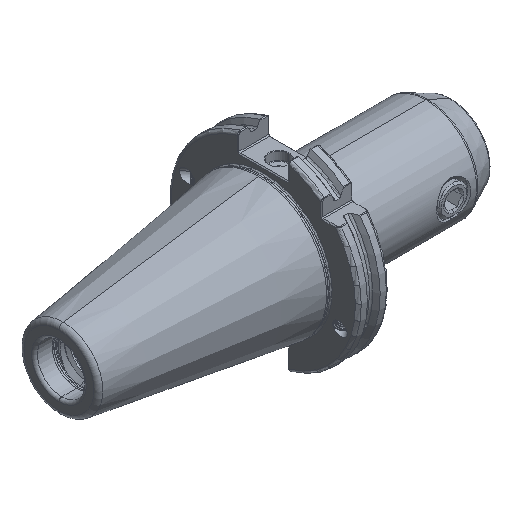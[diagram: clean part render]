
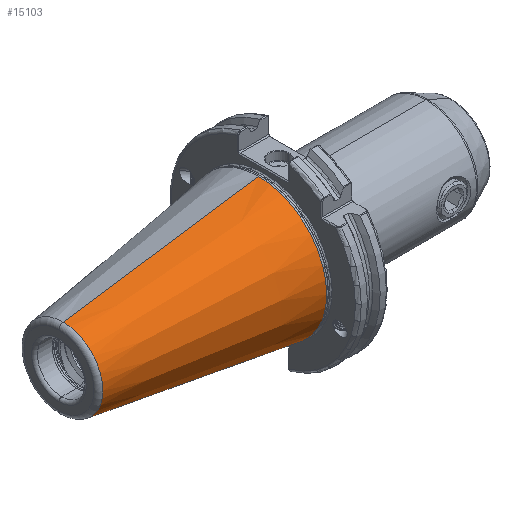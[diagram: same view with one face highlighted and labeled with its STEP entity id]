
A CAD part, isometric view. The second image highlights one B-rep face of the part: STEP entity #15103.
In plain terms, the highlighted conical face has half-angle 8.297 degrees and reference radius 35.392 mm.
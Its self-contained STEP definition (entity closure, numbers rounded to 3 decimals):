
#1251 = FACE_OUTER_BOUND ( 'NONE', #4635, .T. ) ;
#1272 = CONICAL_SURFACE ( 'NONE', #16663, 35.392, 0.145 ) ;
#3195 = EDGE_CURVE ( 'NONE', #7740, #7785, #21011, .T. ) ;
#3211 = EDGE_CURVE ( 'NONE', #7785, #7796, #21002, .T. ) ;
#3231 = EDGE_CURVE ( 'NONE', #7748, #7766, #21220, .T. ) ;
#3485 = AXIS2_PLACEMENT_3D ( 'NONE', #25164, #25161, #25165 ) ;
#3632 = CIRCLE ( 'NONE', #14448, 20.399 ) ;
#3655 = CIRCLE ( 'NONE', #14433, 35.027 ) ;
#4635 = EDGE_LOOP ( 'NONE', ( #4848, #4820, #4855, #4790, #4839 ) ) ;
#4790 = ORIENTED_EDGE ( 'NONE', *, *, #12853, .F. ) ;
#4820 = ORIENTED_EDGE ( 'NONE', *, *, #12822, .T. ) ;
#4839 = ORIENTED_EDGE ( 'NONE', *, *, #3211, .F. ) ;
#4848 = ORIENTED_EDGE ( 'NONE', *, *, #3195, .F. ) ;
#4855 = ORIENTED_EDGE ( 'NONE', *, *, #3231, .T. ) ;
#7740 = VERTEX_POINT ( 'NONE', #8884 ) ;
#7748 = VERTEX_POINT ( 'NONE', #8962 ) ;
#7766 = VERTEX_POINT ( 'NONE', #8910 ) ;
#7785 = VERTEX_POINT ( 'NONE', #9000 ) ;
#7796 = VERTEX_POINT ( 'NONE', #9004 ) ;
#8884 = CARTESIAN_POINT ( 'NONE',  ( -102.811, 0., 20.399 ) ) ;
#8910 = CARTESIAN_POINT ( 'NONE',  ( -2.5, 0., -35.027 ) ) ;
#8962 = CARTESIAN_POINT ( 'NONE',  ( -102.811, 0., -20.399 ) ) ;
#9000 = CARTESIAN_POINT ( 'NONE',  ( -2.5, 0., 35.027 ) ) ;
#9004 = CARTESIAN_POINT ( 'NONE',  ( -2.5, -35.027, 0. ) ) ;
#12822 = EDGE_CURVE ( 'NONE', #7740, #7748, #3632, .T. ) ;
#12853 = EDGE_CURVE ( 'NONE', #7796, #7766, #3655, .T. ) ;
#14433 = AXIS2_PLACEMENT_3D ( 'NONE', #24523, #24563, #24533 ) ;
#14448 = AXIS2_PLACEMENT_3D ( 'NONE', #24281, #24245, #24259 ) ;
#15103 = ADVANCED_FACE ( 'NONE', ( #1251 ), #1272, .T. ) ;
#16229 = CARTESIAN_POINT ( 'NONE',  ( 0., 0., 0. ) ) ;
#16232 = DIRECTION ( 'NONE',  ( 1., 0., 0. ) ) ;
#16250 = DIRECTION ( 'NONE',  ( 0., 0., -1. ) ) ;
#16663 = AXIS2_PLACEMENT_3D ( 'NONE', #16229, #16232, #16250 ) ;
#20955 = VECTOR ( 'NONE', #25071, 1000. ) ;
#21002 = CIRCLE ( 'NONE', #3485, 35.027 ) ;
#21011 = LINE ( 'NONE', #25102, #20955 ) ;
#21216 = VECTOR ( 'NONE', #25195, 1000. ) ;
#21220 = LINE ( 'NONE', #25223, #21216 ) ;
#24245 = DIRECTION ( 'NONE',  ( 1., 0., 0. ) ) ;
#24259 = DIRECTION ( 'NONE',  ( 0., 0., 1. ) ) ;
#24281 = CARTESIAN_POINT ( 'NONE',  ( -102.811, 0., 0. ) ) ;
#24523 = CARTESIAN_POINT ( 'NONE',  ( -2.5, 0., 0. ) ) ;
#24533 = DIRECTION ( 'NONE',  ( 0., 1., 0. ) ) ;
#24563 = DIRECTION ( 'NONE',  ( 1., 0., 0. ) ) ;
#25071 = DIRECTION ( 'NONE',  ( 0.99, 0., 0.144 ) ) ;
#25102 = CARTESIAN_POINT ( 'NONE',  ( 0., 0., 35.392 ) ) ;
#25161 = DIRECTION ( 'NONE',  ( 1., 0., 0. ) ) ;
#25164 = CARTESIAN_POINT ( 'NONE',  ( -2.5, 0., 0. ) ) ;
#25165 = DIRECTION ( 'NONE',  ( 0., 1., 0. ) ) ;
#25195 = DIRECTION ( 'NONE',  ( 0.99, 0., -0.144 ) ) ;
#25223 = CARTESIAN_POINT ( 'NONE',  ( 0., 0., -35.392 ) ) ;
